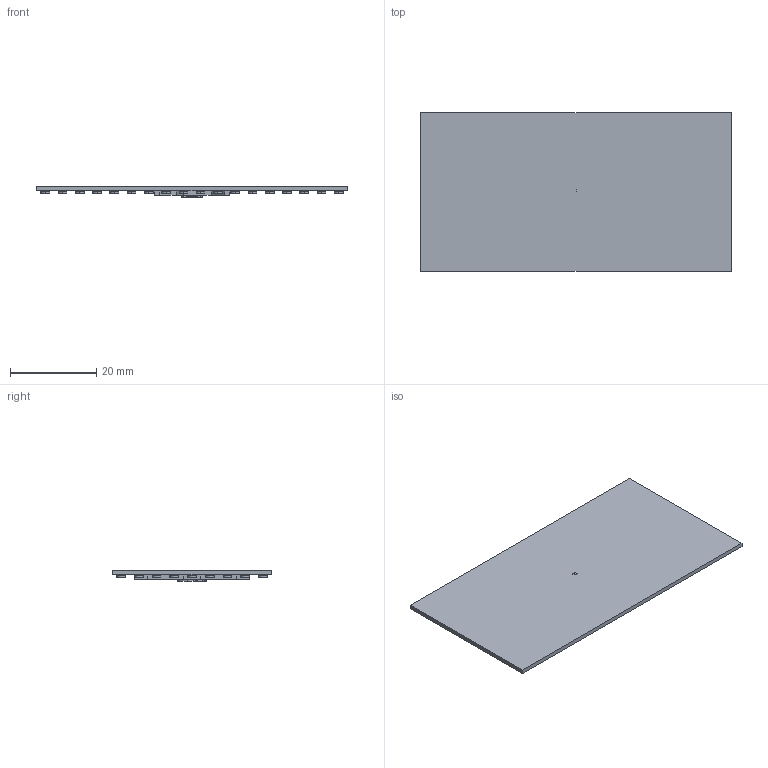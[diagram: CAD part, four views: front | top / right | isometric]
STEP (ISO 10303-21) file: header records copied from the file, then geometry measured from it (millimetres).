
FILE_DESCRIPTION(('TFLEX Exchange Step'),'2;1');
FILE_NAME(' перед уклон.stp', '2022-03-31T12:14:36+03:00',('ilya'),('Unknown organisation'),'TFLEX Exchange 2022.0','T-FLEX CAD','Unknown authorisation');
FILE_SCHEMA( ('AUTOMOTIVE_DESIGN { 1 0 10303 214 1 1 1 1 }') );
Length unit declared in the file: millimetre
Products named in the file (3): лого 3д; норм заклепка; Декор перед уклон
Assembly tree (51 placements, depth 2):
  Декор перед уклон
    лого 3д
    норм заклепка  x50
Bounding box: 72 x 36.79 x 2.5 mm (x, y, z)
Volume: 3051.6 mm3; surface area: 6718.8 mm2
Topology: 53 solids, 53 shells, 496 faces, 1056 edges, 670 vertices
Faces by surface type: torus 204, plane 184, cylinder 108
Entity records: 3761 total; most frequent: DIRECTION 578, CARTESIAN_POINT 574, ORIENTED_EDGE 512, EDGE_CURVE 256, VECTOR 230, LINE 230, AXIS2_PLACEMENT_3D 174, VERTEX_POINT 170
